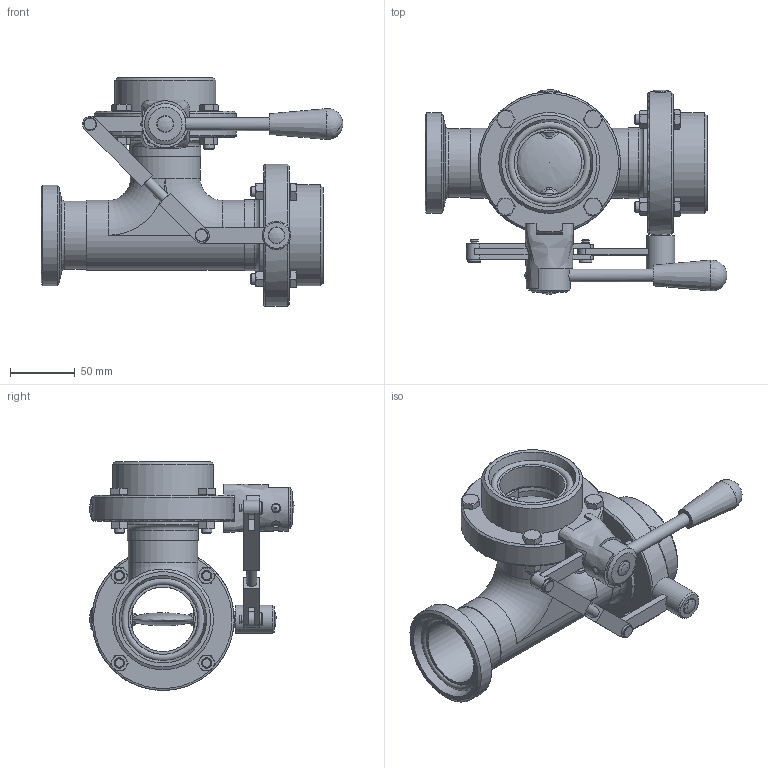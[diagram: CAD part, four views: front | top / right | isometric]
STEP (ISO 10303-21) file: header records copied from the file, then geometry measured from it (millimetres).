
FILE_DESCRIPTION(/* description */ (''),/* implementation_level */ '2;1');
FILE_NAME(/* name */ 'Klapka spřažená typ P DN050.stp',/* time_stamp */ '2016-06-22T10:44:34+02:00',/* author */ ('Struska'),/* organization */ ('BUPOSPOL'),/* preprocessor_version */ 'ST-DEVELOPER v15.6',/* originating_system */ 'Autodesk Inventor 2015',/* authorisation */ '');
FILE_SCHEMA (('CONFIG_CONTROL_DESIGN'));
Length unit declared in the file: millimetre
Products named in the file (1): Klapka spřažená typ P DN050
Bounding box: 233.31 x 157.98 x 177 mm (x, y, z)
Volume: 664232.4 mm3; surface area: 233113.5 mm2
Topology: 3 solids, 26 shells, 782 faces, 1921 edges, 1223 vertices
Faces by surface type: plane 337, cone 229, cylinder 143, bspline 42, torus 26, sphere 5
Full cylindrical faces by diameter (mm): 1.8 x8, 5 x4, 6 x9, 6.1 x2, 6.647 x2, 7 x3, 8 x17, 8.5 x9, 9 x5, 10 x3, 10.2 x1, 11.63 x8, 12 x4, 12.1 x4, 13.7 x1, 13.9 x4, 14 x6, 14.2 x1, 22 x1, 32 x2, 50 x4, 53 x1, 54 x5, 55 x2, 66 x2, 66.5 x2, 72.5 x2, 78 x3, 110 x2
Entity records: 28309 total; most frequent: CARTESIAN_POINT 11469, DIRECTION 3213, ORIENTED_EDGE 3184, EDGE_CURVE 1577, AXIS2_PLACEMENT_3D 1403, VERTEX_POINT 1101, EDGE_LOOP 1095, STYLED_ITEM 784
